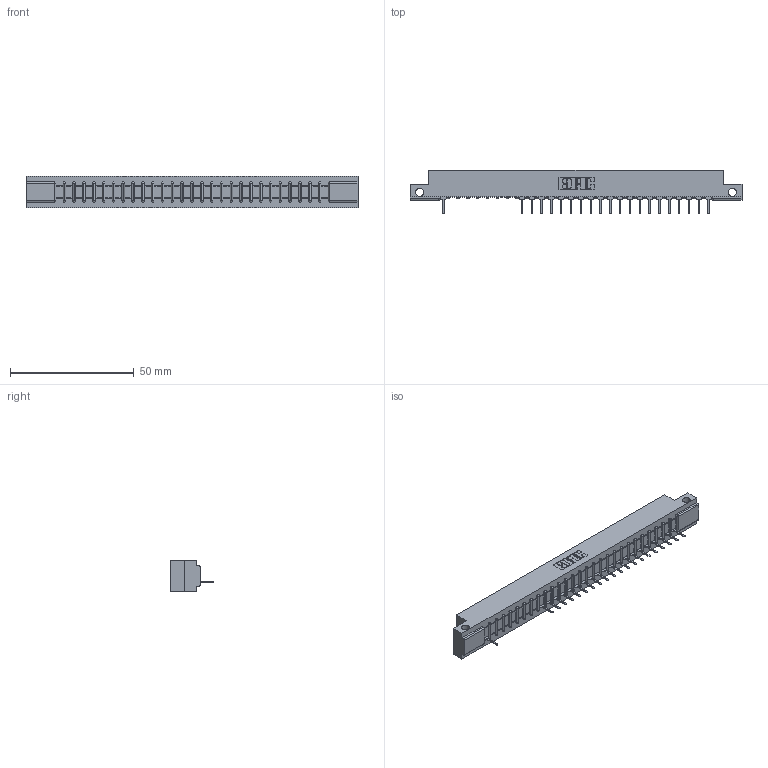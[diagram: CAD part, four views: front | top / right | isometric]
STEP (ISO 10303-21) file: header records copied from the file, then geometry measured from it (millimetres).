
FILE_DESCRIPTION (( 'STEP AP203' ), '1' );
FILE_NAME ('307-028-531-112.STEP', '2018-08-04T15:56:22', ( '' ), ( '' ), 'SwSTEP 2.0', 'SolidWorks 2016', '' );
FILE_SCHEMA (( 'CONFIG_CONTROL_DESIGN' ));
Length unit declared in the file: inch
Products named in the file (3): 307 Part_.128 Dia Side Mounting Holes; 307-290-001_531; 307-028-531-112
Assembly tree (22 placements, depth 2):
  307-028-531-112
    307 Part_.128 Dia Side Mounting Holes
    307-290-001_531  x21
Bounding box: 133.96 x 17.42 x 12.7 mm (x, y, z)
Volume: 13544.7 mm3; surface area: 13234.9 mm2
Topology: 22 solids, 22 shells, 1463 faces, 4173 edges, 2674 vertices
Faces by surface type: plane 931, cylinder 474, sphere 58
Entity records: 25476 total; most frequent: CARTESIAN_POINT 4317, ORIENTED_EDGE 4310, DIRECTION 4199, EDGE_CURVE 2155, VECTOR 1647, LINE 1647, VERTEX_POINT 1394, AXIS2_PLACEMENT_3D 1276
